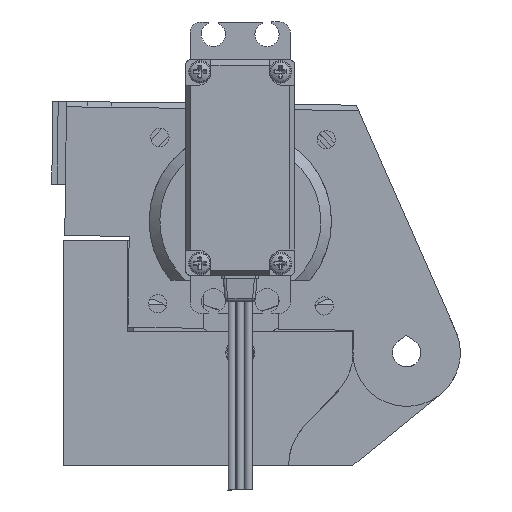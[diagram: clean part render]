
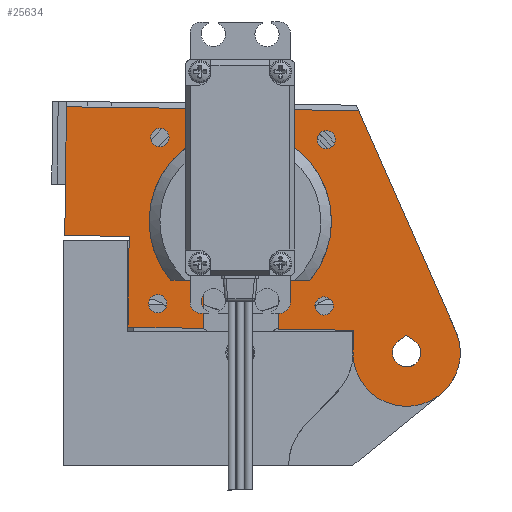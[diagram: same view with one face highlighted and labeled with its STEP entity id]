
A CAD part, left-side view. The second image highlights one B-rep face of the part: STEP entity #25634.
In plain terms, the highlighted planar face has unit normal (-1, 0, 0).
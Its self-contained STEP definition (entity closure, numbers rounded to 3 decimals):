
#627=FACE_BOUND('',#4333,.T.);
#628=FACE_BOUND('',#4334,.T.);
#629=FACE_BOUND('',#4335,.T.);
#630=FACE_BOUND('',#4336,.T.);
#631=FACE_BOUND('',#4337,.T.);
#1206=CIRCLE('',#27351,12.);
#1207=CIRCLE('',#27352,10.);
#1208=CIRCLE('',#27353,1.7);
#1209=CIRCLE('',#27354,1.7);
#1210=CIRCLE('',#27355,1.7);
#1211=CIRCLE('',#27356,1.7);
#1212=CIRCLE('',#27357,2.65);
#2788=FACE_OUTER_BOUND('',#4332,.T.);
#4332=EDGE_LOOP('',(#17814,#17815,#17816,#17817,#17818,#17819,#17820,#17821,
#17822,#17823,#17824,#17825,#17826));
#4333=EDGE_LOOP('',(#17827));
#4334=EDGE_LOOP('',(#17828));
#4335=EDGE_LOOP('',(#17829));
#4336=EDGE_LOOP('',(#17830));
#4337=EDGE_LOOP('',(#17831,#17832,#17833));
#6081=LINE('',#38174,#8262);
#6084=LINE('',#38180,#8265);
#6085=LINE('',#38182,#8266);
#6086=LINE('',#38184,#8267);
#6087=LINE('',#38186,#8268);
#6088=LINE('',#38188,#8269);
#6089=LINE('',#38192,#8270);
#6090=LINE('',#38194,#8271);
#6091=LINE('',#38196,#8272);
#6092=LINE('',#38198,#8273);
#6093=LINE('',#38201,#8274);
#6094=LINE('',#38212,#8275);
#6095=LINE('',#38215,#8276);
#8262=VECTOR('',#30306,10.);
#8265=VECTOR('',#30311,10.);
#8266=VECTOR('',#30312,10.);
#8267=VECTOR('',#30313,10.);
#8268=VECTOR('',#30314,10.);
#8269=VECTOR('',#30315,10.);
#8270=VECTOR('',#30318,10.);
#8271=VECTOR('',#30319,10.);
#8272=VECTOR('',#30320,10.);
#8273=VECTOR('',#30321,10.);
#8274=VECTOR('',#30324,10.);
#8275=VECTOR('',#30333,10.);
#8276=VECTOR('',#30336,10.);
#10648=VERTEX_POINT('',#38171);
#10649=VERTEX_POINT('',#38173);
#10651=VERTEX_POINT('',#38179);
#10652=VERTEX_POINT('',#38181);
#10653=VERTEX_POINT('',#38183);
#10654=VERTEX_POINT('',#38185);
#10655=VERTEX_POINT('',#38187);
#10656=VERTEX_POINT('',#38189);
#10657=VERTEX_POINT('',#38191);
#10658=VERTEX_POINT('',#38193);
#10659=VERTEX_POINT('',#38195);
#10660=VERTEX_POINT('',#38197);
#10661=VERTEX_POINT('',#38199);
#10662=VERTEX_POINT('',#38202);
#10663=VERTEX_POINT('',#38204);
#10664=VERTEX_POINT('',#38206);
#10665=VERTEX_POINT('',#38208);
#10666=VERTEX_POINT('',#38210);
#10667=VERTEX_POINT('',#38211);
#10668=VERTEX_POINT('',#38213);
#13380=EDGE_CURVE('',#10648,#10649,#6081,.T.);
#13383=EDGE_CURVE('',#10648,#10651,#6084,.T.);
#13384=EDGE_CURVE('',#10651,#10652,#6085,.T.);
#13385=EDGE_CURVE('',#10652,#10653,#6086,.T.);
#13386=EDGE_CURVE('',#10653,#10654,#6087,.T.);
#13387=EDGE_CURVE('',#10654,#10655,#6088,.T.);
#13388=EDGE_CURVE('',#10655,#10656,#1206,.T.);
#13389=EDGE_CURVE('',#10656,#10657,#6089,.T.);
#13390=EDGE_CURVE('',#10657,#10658,#6090,.T.);
#13391=EDGE_CURVE('',#10658,#10659,#6091,.T.);
#13392=EDGE_CURVE('',#10659,#10660,#6092,.T.);
#13393=EDGE_CURVE('',#10660,#10661,#1207,.T.);
#13394=EDGE_CURVE('',#10649,#10661,#6093,.T.);
#13395=EDGE_CURVE('',#10662,#10662,#1208,.T.);
#13396=EDGE_CURVE('',#10663,#10663,#1209,.T.);
#13397=EDGE_CURVE('',#10664,#10664,#1210,.T.);
#13398=EDGE_CURVE('',#10665,#10665,#1211,.T.);
#13399=EDGE_CURVE('',#10666,#10667,#6094,.T.);
#13400=EDGE_CURVE('',#10667,#10668,#1212,.T.);
#13401=EDGE_CURVE('',#10668,#10666,#6095,.T.);
#17814=ORIENTED_EDGE('',*,*,#13380,.F.);
#17815=ORIENTED_EDGE('',*,*,#13383,.T.);
#17816=ORIENTED_EDGE('',*,*,#13384,.T.);
#17817=ORIENTED_EDGE('',*,*,#13385,.T.);
#17818=ORIENTED_EDGE('',*,*,#13386,.T.);
#17819=ORIENTED_EDGE('',*,*,#13387,.T.);
#17820=ORIENTED_EDGE('',*,*,#13388,.T.);
#17821=ORIENTED_EDGE('',*,*,#13389,.T.);
#17822=ORIENTED_EDGE('',*,*,#13390,.T.);
#17823=ORIENTED_EDGE('',*,*,#13391,.T.);
#17824=ORIENTED_EDGE('',*,*,#13392,.T.);
#17825=ORIENTED_EDGE('',*,*,#13393,.T.);
#17826=ORIENTED_EDGE('',*,*,#13394,.F.);
#17827=ORIENTED_EDGE('',*,*,#13395,.T.);
#17828=ORIENTED_EDGE('',*,*,#13396,.T.);
#17829=ORIENTED_EDGE('',*,*,#13397,.T.);
#17830=ORIENTED_EDGE('',*,*,#13398,.T.);
#17831=ORIENTED_EDGE('',*,*,#13399,.T.);
#17832=ORIENTED_EDGE('',*,*,#13400,.T.);
#17833=ORIENTED_EDGE('',*,*,#13401,.T.);
#24779=PLANE('',#27350);
#25634=ADVANCED_FACE('',(#2788,#627,#628,#629,#630,#631),#24779,.T.);
#27350=AXIS2_PLACEMENT_3D('',#38178,#30309,#30310);
#27351=AXIS2_PLACEMENT_3D('',#38190,#30316,#30317);
#27352=AXIS2_PLACEMENT_3D('',#38200,#30322,#30323);
#27353=AXIS2_PLACEMENT_3D('',#38203,#30325,#30326);
#27354=AXIS2_PLACEMENT_3D('',#38205,#30327,#30328);
#27355=AXIS2_PLACEMENT_3D('',#38207,#30329,#30330);
#27356=AXIS2_PLACEMENT_3D('',#38209,#30331,#30332);
#27357=AXIS2_PLACEMENT_3D('',#38214,#30334,#30335);
#30306=DIRECTION('',(0.,-1.,0.));
#30309=DIRECTION('center_axis',(-1.,0.,0.));
#30310=DIRECTION('ref_axis',(0.,-1.,0.));
#30311=DIRECTION('',(0.,0.,-1.));
#30312=DIRECTION('',(0.,-1.,0.));
#30313=DIRECTION('',(0.,0.,-1.));
#30314=DIRECTION('',(0.,-1.,0.));
#30315=DIRECTION('',(0.,0.,1.));
#30316=DIRECTION('center_axis',(1.,0.,0.));
#30317=DIRECTION('ref_axis',(0.,-1.,0.));
#30318=DIRECTION('',(0.,0.,-1.));
#30319=DIRECTION('',(0.,-1.,0.));
#30320=DIRECTION('',(0.,0.,-1.));
#30321=DIRECTION('',(0.,0.,-1.));
#30322=DIRECTION('center_axis',(-1.,0.,0.));
#30323=DIRECTION('ref_axis',(0.,-1.,0.));
#30324=DIRECTION('',(0.,-0.415,-0.91));
#30325=DIRECTION('center_axis',(1.,0.,0.));
#30326=DIRECTION('ref_axis',(0.,-1.,0.));
#30327=DIRECTION('center_axis',(1.,0.,0.));
#30328=DIRECTION('ref_axis',(0.,-1.,0.));
#30329=DIRECTION('center_axis',(1.,0.,0.));
#30330=DIRECTION('ref_axis',(0.,-1.,0.));
#30331=DIRECTION('center_axis',(1.,0.,0.));
#30332=DIRECTION('ref_axis',(0.,-1.,0.));
#30333=DIRECTION('',(0.,-0.817,-0.576));
#30334=DIRECTION('center_axis',(1.,0.,0.));
#30335=DIRECTION('ref_axis',(0.,-1.,0.));
#30336=DIRECTION('',(0.,-0.817,0.576));
#38171=CARTESIAN_POINT('',(-123.,33.,45.));
#38173=CARTESIAN_POINT('',(-123.,-21.456,45.));
#38174=CARTESIAN_POINT('',(-123.,10.5,45.));
#38178=CARTESIAN_POINT('Origin',(-123.,0.,24.3));
#38179=CARTESIAN_POINT('',(-123.,33.,21.));
#38180=CARTESIAN_POINT('',(-123.,33.,46.));
#38181=CARTESIAN_POINT('',(-123.,21.,21.));
#38182=CARTESIAN_POINT('',(-123.,13.5,21.));
#38183=CARTESIAN_POINT('',(-123.,21.,4.05));
#38184=CARTESIAN_POINT('',(-123.,21.,44.55));
#38185=CARTESIAN_POINT('',(-123.,7.,4.05));
#38186=CARTESIAN_POINT('',(-123.,21.,4.05));
#38187=CARTESIAN_POINT('',(-123.,7.,14.253));
#38188=CARTESIAN_POINT('',(-123.,7.,14.175));
#38189=CARTESIAN_POINT('',(-123.,-7.,14.253));
#38190=CARTESIAN_POINT('Origin',(-123.,0.,24.));
#38191=CARTESIAN_POINT('',(-123.,-7.,4.05));
#38192=CARTESIAN_POINT('',(-123.,-7.,14.175));
#38193=CARTESIAN_POINT('',(-123.,-21.,4.05));
#38194=CARTESIAN_POINT('',(-123.,21.,4.05));
#38195=CARTESIAN_POINT('',(-123.,-21.,4.));
#38196=CARTESIAN_POINT('',(-123.,-21.,46.));
#38197=CARTESIAN_POINT('',(-123.,-21.,0.));
#38198=CARTESIAN_POINT('',(-123.,-21.,4.));
#38199=CARTESIAN_POINT('',(-123.,-40.097,4.152));
#38200=CARTESIAN_POINT('Origin',(-123.,-31.,0.));
#38201=CARTESIAN_POINT('',(-123.,-21.,46.));
#38202=CARTESIAN_POINT('',(-123.,17.2,39.5));
#38203=CARTESIAN_POINT('Origin',(-123.,15.5,39.5));
#38204=CARTESIAN_POINT('',(-123.,-13.8,39.5));
#38205=CARTESIAN_POINT('Origin',(-123.,-15.5,39.5));
#38206=CARTESIAN_POINT('',(-123.,-13.8,8.5));
#38207=CARTESIAN_POINT('Origin',(-123.,-15.5,8.5));
#38208=CARTESIAN_POINT('',(-123.,17.2,8.5));
#38209=CARTESIAN_POINT('Origin',(-123.,15.5,8.5));
#38210=CARTESIAN_POINT('',(-123.,-31.,3.243));
#38211=CARTESIAN_POINT('',(-123.,-32.527,2.166));
#38212=CARTESIAN_POINT('',(-123.,-15.69,14.041));
#38213=CARTESIAN_POINT('',(-123.,-29.473,2.166));
#38214=CARTESIAN_POINT('Origin',(-123.,-31.,0.));
#38215=CARTESIAN_POINT('',(-123.,-24.844,-1.099));
